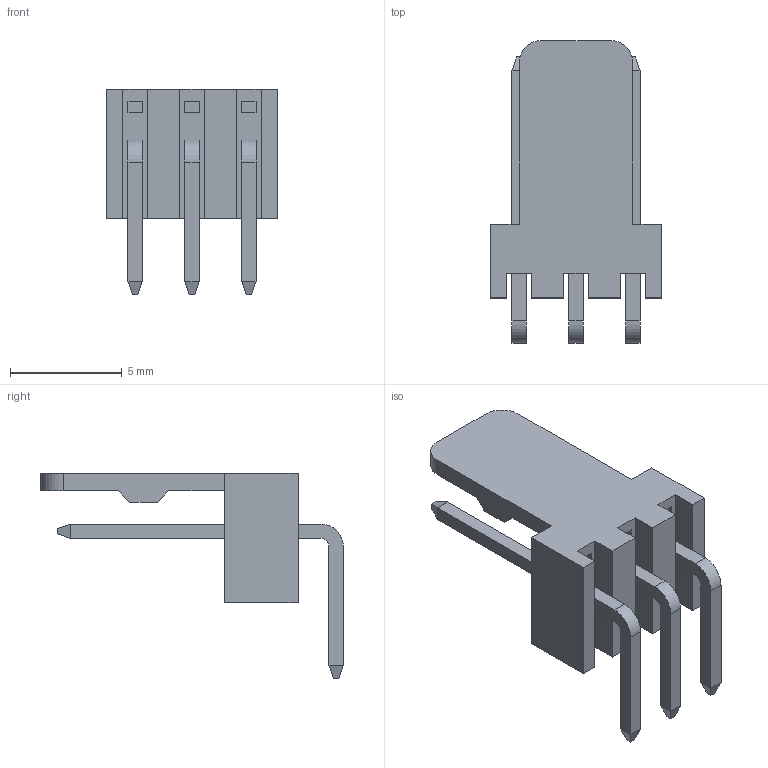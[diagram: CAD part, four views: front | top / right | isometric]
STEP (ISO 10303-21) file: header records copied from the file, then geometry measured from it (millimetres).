
FILE_DESCRIPTION(/* description */ ('Unknown'),/* implementation_level */ '2;1');
FILE_NAME(/* name */ 'J_Wurth_WR-WTB_61900319521',/* time_stamp */ '2025-05-21T16:40:01+08:00',/* author */ ('Unknown'),/* organization */ ('Unknown'),/* preprocessor_version */ 'ST-DEVELOPER v19.4',/* originating_system */ 'Solid Edge',/* authorisation */ 'Unknown');
FILE_SCHEMA (('AUTOMOTIVE_DESIGN {1 0 10303 214 3 1 1}'));
Length unit declared in the file: millimetre
Products named in the file (2): J_Wurth_WR-WTB_61900319521
Assembly tree (1 placements, depth 2):
  J_Wurth_WR-WTB_61900319521
    J_Wurth_WR-WTB_61900319521
Bounding box: 7.62 x 13.52 x 9.2 mm (x, y, z)
Volume: 178.2 mm3; surface area: 448.8 mm2
Topology: 1 solids, 1 shells, 136 faces, 330 edges, 208 vertices
Faces by surface type: plane 128, cylinder 8
Entity records: 4857 total; most frequent: CARTESIAN_POINT 676, ORIENTED_EDGE 660, DIRECTION 622, EDGE_CURVE 330, LINE 314, VECTOR 314, VERTEX_POINT 208, AXIS2_PLACEMENT_3D 154
